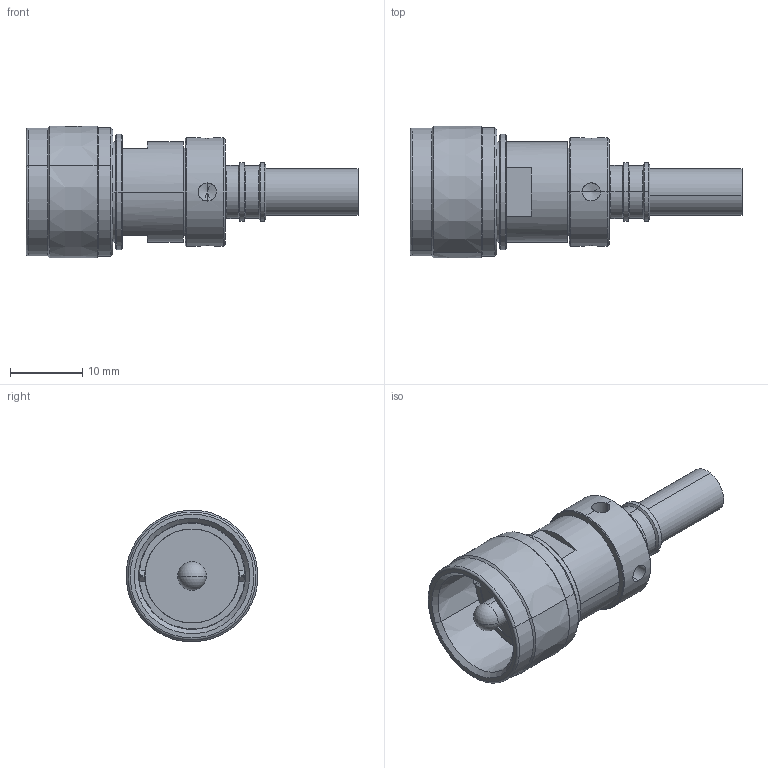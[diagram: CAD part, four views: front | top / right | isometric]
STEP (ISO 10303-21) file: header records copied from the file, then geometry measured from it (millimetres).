
FILE_DESCRIPTION (( 'STEP AP214' ), '1' );
FILE_NAME ('3190-8005(EZ-195&200-UM-X)_SD.STEP', '2020-09-08T03:17:22', ( '' ), ( '' ), 'SwSTEP 2.0', 'SolidWorks 2018', '' );
FILE_SCHEMA (( 'AUTOMOTIVE_DESIGN' ));
Length unit declared in the file: millimetre
Products named in the file (5): 3192-6042_SD; 3190-8005(EZ-195&200-UM-X)_SD; Combination ^3192-6042; 3192-6053_SD; SD^3192-6053
Assembly tree (4 placements, depth 3):
  3190-8005(EZ-195&200-UM-X)_SD
    3192-6053_SD
      SD^3192-6053
    3192-6042_SD
      Combination ^3192-6042
Bounding box: 45.8 x 18.15 x 18.15 mm (x, y, z)
Volume: 4683 mm3; surface area: 3656 mm2
Topology: 3 solids, 3 shells, 134 faces, 292 edges, 169 vertices
Faces by surface type: cone 52, cylinder 42, plane 32, torus 6, sphere 2
Entity records: 3903 total; most frequent: CARTESIAN_POINT 778, DIRECTION 706, ORIENTED_EDGE 564, AXIS2_PLACEMENT_3D 297, EDGE_CURVE 282, VERTEX_POINT 169, CIRCLE 154, EDGE_LOOP 151
